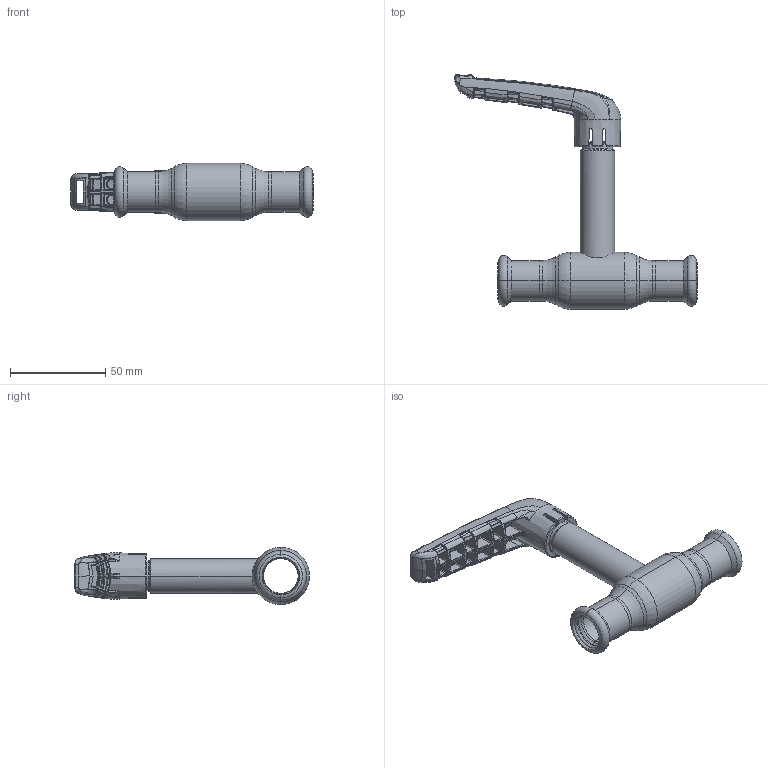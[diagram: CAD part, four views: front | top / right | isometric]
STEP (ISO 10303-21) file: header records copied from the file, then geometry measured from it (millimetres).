
FILE_DESCRIPTION (( 'STEP AP214' ), '1' );
FILE_NAME ('2015000101-xxxx.step', '2019-05-10T10:34:08', ( '' ), ( '' ), 'SwSTEP 2.0', 'SolidWorks 2017', '' );
FILE_SCHEMA (( 'AUTOMOTIVE_DESIGN' ));
Length unit declared in the file: millimetre
Products named in the file (1): 2015000101-xxxx
Bounding box: 127.08 x 123.08 x 30 mm (x, y, z)
Surface area: 25342.3 mm2 (no closed solid volume)
Topology: 0 solids, 9 shells, 791 faces, 2460 edges, 1557 vertices
Faces by surface type: bspline 655, plane 48, cone 33, cylinder 30, torus 25
Entity records: 68148 total; most frequent: CARTESIAN_POINT 43789, ORIENTED_EDGE 4098, EDGE_CURVE 2428, B_SPLINE_CURVE_WITH_KNOTS 1699, VERTEX_POINT 1557, DIRECTION 1550, EDGE_LOOP 811, UNCERTAINTY_MEASURE_WITH_UNIT 793
